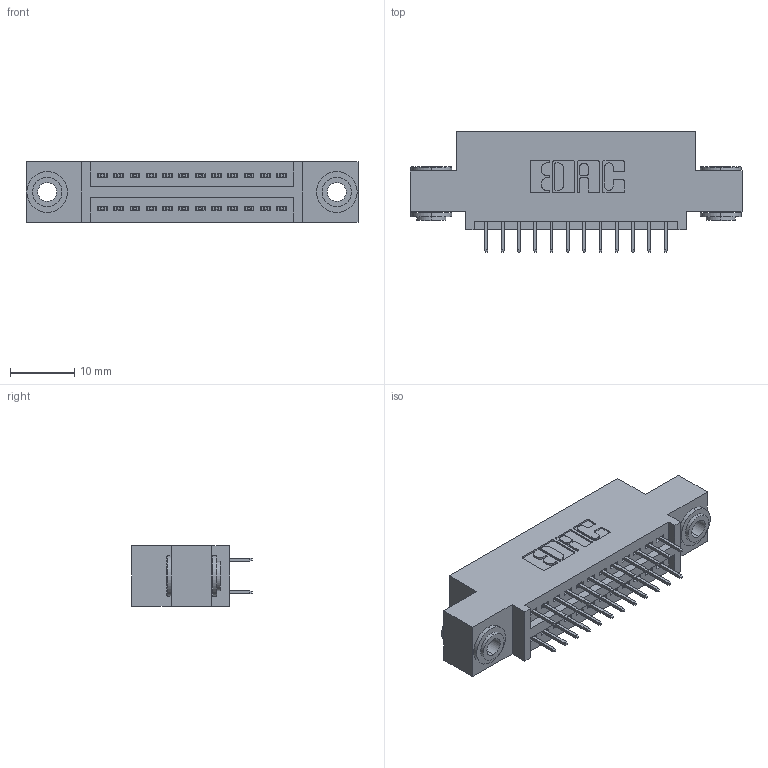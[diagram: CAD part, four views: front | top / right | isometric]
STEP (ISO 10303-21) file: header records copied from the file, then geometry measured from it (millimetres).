
FILE_DESCRIPTION (( 'STEP AP203' ), '1' );
FILE_NAME ('345-024-525-503.STEP', '2020-09-19T08:25:42', ( '' ), ( '' ), 'SwSTEP 2.0', 'SolidWorks 2020', '' );
FILE_SCHEMA (( 'CONFIG_CONTROL_DESIGN' ));
Length unit declared in the file: inch
Products named in the file (4): 345-024-525-503; 345-292-001_345-293-125; 345-250-002_345-250-002-102; 345 Part_0.110 Offset - 0.156 Dia-TH
Assembly tree (27 placements, depth 2):
  345-024-525-503
    345 Part_0.110 Offset - 0.156 Dia-TH
    345-292-001_345-293-125  x24
    345-250-002_345-250-002-102  x2
Bounding box: 51.69 x 18.72 x 9.4 mm (x, y, z)
Volume: 4649.2 mm3; surface area: 6469.9 mm2
Topology: 27 solids, 27 shells, 1464 faces, 4101 edges, 2634 vertices
Faces by surface type: plane 1030, cylinder 426, cone 8
Entity records: 14310 total; most frequent: CARTESIAN_POINT 2403, ORIENTED_EDGE 2330, DIRECTION 2187, EDGE_CURVE 1165, LINE 965, VECTOR 965, VERTEX_POINT 770, AXIS2_PLACEMENT_3D 611
